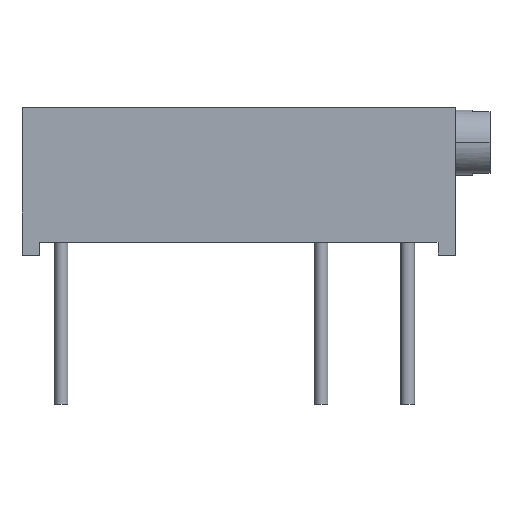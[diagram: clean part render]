
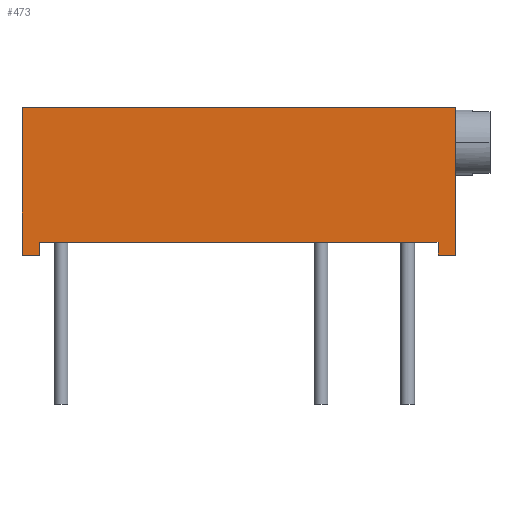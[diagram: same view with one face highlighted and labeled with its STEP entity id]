
A CAD part, top view. The second image highlights one B-rep face of the part: STEP entity #473.
In plain terms, the highlighted planar face has unit normal (0, 0, 1).
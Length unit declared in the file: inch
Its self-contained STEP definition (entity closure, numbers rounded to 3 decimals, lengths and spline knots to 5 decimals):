
#71=DIRECTION('',(0.,1.,0.));
#72=VECTOR('',#71,0.015);
#73=CARTESIAN_POINT('',(0.02,-0.17,0.1));
#74=LINE('',#73,#72);
#75=DIRECTION('',(1.,0.,0.));
#76=VECTOR('',#75,0.02);
#77=CARTESIAN_POINT('',(0.,-0.17,0.1));
#78=LINE('',#77,#76);
#79=DIRECTION('',(0.,-1.,0.));
#80=VECTOR('',#79,0.17);
#81=CARTESIAN_POINT('',(0.,0.,0.1));
#82=LINE('',#81,#80);
#83=DIRECTION('',(-1.,0.,0.));
#84=VECTOR('',#83,0.5);
#85=CARTESIAN_POINT('',(0.5,0.,0.1));
#86=LINE('',#85,#84);
#87=DIRECTION('',(0.,1.,0.));
#88=VECTOR('',#87,0.17);
#89=CARTESIAN_POINT('',(0.5,-0.17,0.1));
#90=LINE('',#89,#88);
#91=DIRECTION('',(1.,0.,0.));
#92=VECTOR('',#91,0.02);
#93=CARTESIAN_POINT('',(0.48,-0.17,0.1));
#94=LINE('',#93,#92);
#95=DIRECTION('',(0.,1.,0.));
#96=VECTOR('',#95,0.015);
#97=CARTESIAN_POINT('',(0.48,-0.17,0.1));
#98=LINE('',#97,#96);
#99=DIRECTION('',(-1.,0.,0.));
#100=VECTOR('',#99,0.46);
#101=CARTESIAN_POINT('',(0.48,-0.155,0.1));
#102=LINE('',#101,#100);
#269=CARTESIAN_POINT('',(0.,0.,0.1));
#270=CARTESIAN_POINT('',(0.,-0.17,0.1));
#271=VERTEX_POINT('',#269);
#272=VERTEX_POINT('',#270);
#273=CARTESIAN_POINT('',(0.5,-0.17,0.1));
#274=CARTESIAN_POINT('',(0.5,0.,0.1));
#275=VERTEX_POINT('',#273);
#276=VERTEX_POINT('',#274);
#285=CARTESIAN_POINT('',(0.02,-0.17,0.1));
#286=CARTESIAN_POINT('',(0.02,-0.155,0.1));
#287=VERTEX_POINT('',#285);
#288=VERTEX_POINT('',#286);
#289=CARTESIAN_POINT('',(0.48,-0.17,0.1));
#290=CARTESIAN_POINT('',(0.48,-0.155,0.1));
#291=VERTEX_POINT('',#289);
#292=VERTEX_POINT('',#290);
#456=CARTESIAN_POINT('',(0.,0.,0.1));
#457=DIRECTION('',(0.,0.,1.));
#458=DIRECTION('',(1.,0.,0.));
#459=AXIS2_PLACEMENT_3D('',#456,#457,#458);
#460=PLANE('',#459);
#461=ORIENTED_EDGE('',*,*,#373,.F.);
#462=ORIENTED_EDGE('',*,*,#389,.F.);
#463=ORIENTED_EDGE('',*,*,#417,.F.);
#464=ORIENTED_EDGE('',*,*,#431,.F.);
#465=ORIENTED_EDGE('',*,*,#444,.F.);
#466=ORIENTED_EDGE('',*,*,#401,.F.);
#468=ORIENTED_EDGE('',*,*,#467,.T.);
#470=ORIENTED_EDGE('',*,*,#469,.T.);
#471=EDGE_LOOP('',(#461,#462,#463,#464,#465,#466,#468,#470));
#472=FACE_OUTER_BOUND('',#471,.F.);
#473=ADVANCED_FACE('',(#472),#460,.T.);
#373=EDGE_CURVE('',#287,#288,#74,.T.);
#389=EDGE_CURVE('',#272,#287,#78,.T.);
#401=EDGE_CURVE('',#291,#275,#94,.T.);
#417=EDGE_CURVE('',#271,#272,#82,.T.);
#431=EDGE_CURVE('',#276,#271,#86,.T.);
#444=EDGE_CURVE('',#275,#276,#90,.T.);
#467=EDGE_CURVE('',#291,#292,#98,.T.);
#469=EDGE_CURVE('',#292,#288,#102,.T.);
